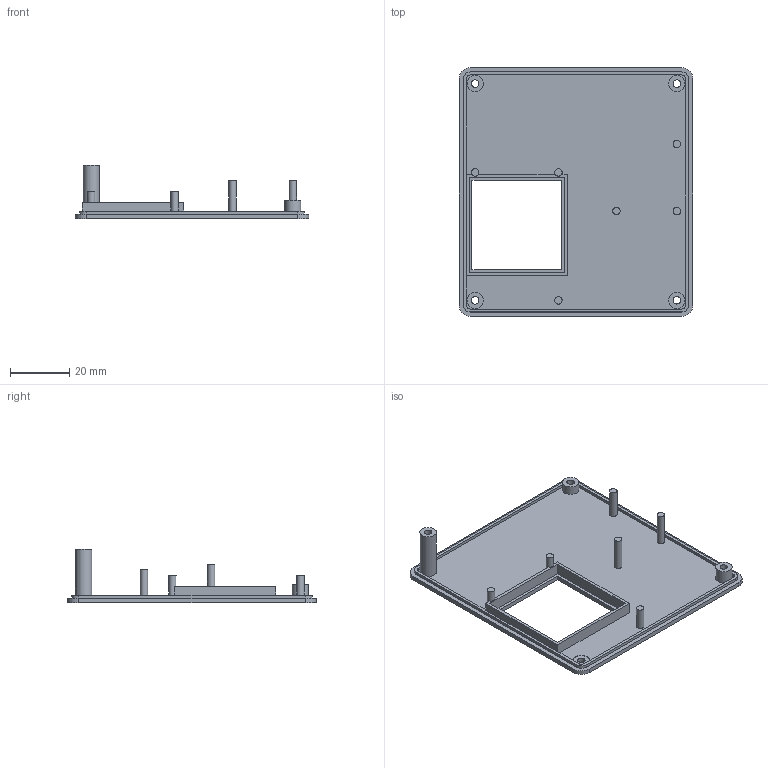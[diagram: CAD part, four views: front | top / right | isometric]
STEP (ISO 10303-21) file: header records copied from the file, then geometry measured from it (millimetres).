
FILE_DESCRIPTION(('FreeCAD Model'),'2;1');
FILE_NAME('Open CASCADE Shape Model','2024-08-25T00:09:23',(''),(''), 'Open CASCADE STEP processor 7.7','FreeCAD','Unknown');
FILE_SCHEMA(('AUTOMOTIVE_DESIGN { 1 0 10303 214 1 1 1 1 }'));
Length unit declared in the file: millimetre
Products named in the file (1): Body_Bottom
Bounding box: 78.66 x 83.74 x 17.9 mm (x, y, z)
Volume: 9997 mm3; surface area: 14562.6 mm2
Topology: 1 solids, 1 shells, 73 faces, 176 edges, 116 vertices
Faces by surface type: plane 43, cylinder 30
Full cylindrical faces by diameter (mm): 2.5 x14, 5.5 x4
Entity records: 2180 total; most frequent: DIRECTION 384, CARTESIAN_POINT 366, ORIENTED_EDGE 352, EDGE_CURVE 176, AXIS2_PLACEMENT_3D 134, VERTEX_POINT 116, LINE 116, VECTOR 116
